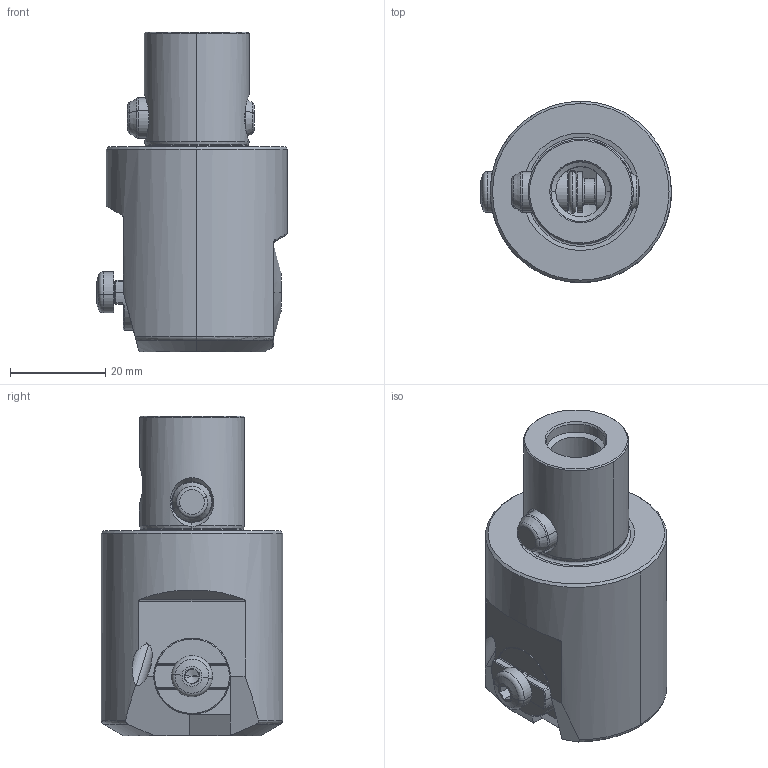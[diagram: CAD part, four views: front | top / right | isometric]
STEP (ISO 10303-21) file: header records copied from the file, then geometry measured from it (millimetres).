
FILE_DESCRIPTION(('no description'),'unknown implementation level');
FILE_NAME('92B7502C-FEDB-4782-B64C-8711DCAD488A_export.stp',' ',('CIMSOURCE GmbH'),('CADClick - KiM GmbH - www.kimweb.de'),'unknown preprocess','ACIS','unknown authorization');
FILE_SCHEMA(('automotive_design'));
Length unit declared in the file: millimetre
Products named in the file (5): 310.401 Kaiser EWN 41-54(74) X CK4|310.469 Kaiser Werkzeugtr�ger EWN 41-74_Standard;NONE; 310.401 Kaiser EWN 41-54(74) X CK4|310.430 Kaiser Werkzeugk�rper EWN 41-74 x CK4B_Standard;NONE; 310.401 Kaiser EWN 41-54(74) X CK4|690.138 Kaiser ETL M5_SW3 X 10_Standard;NONE; 310.401 Kaiser EWN 41-54(74) X CK4|691.504 Kaiser ETL �8,5 X 27K_Standard|691.524_Standard;NONE; 310.401 Kaiser EWN 41-54(74) X CK4|691.504 Kaiser ETL �8,5 X 27K_Standard|692.286 O-Ring 6x1.5_Standard;NONE
Bounding box: 40 x 38 x 67 mm (x, y, z)
Volume: 51490.4 mm3; surface area: 14581 mm2
Topology: 5 solids, 5 shells, 225 faces, 512 edges, 294 vertices
Faces by surface type: plane 77, cylinder 54, cone 49, torus 34, bspline 11
Entity records: 15268 total; most frequent: CARTESIAN_POINT 4381, DIRECTION 1101, STYLED_ITEM 1025, PRESENTATION_STYLE_ASSIGNMENT 1025, COLOUR_RGB 1025, ORIENTED_EDGE 1012, EDGE_CURVE 506, CURVE_STYLE 506
